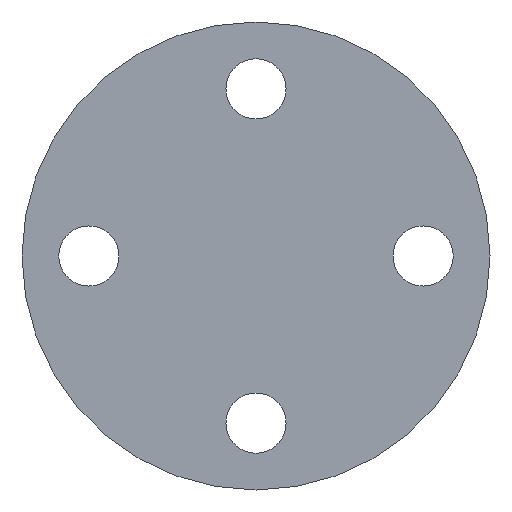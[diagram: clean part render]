
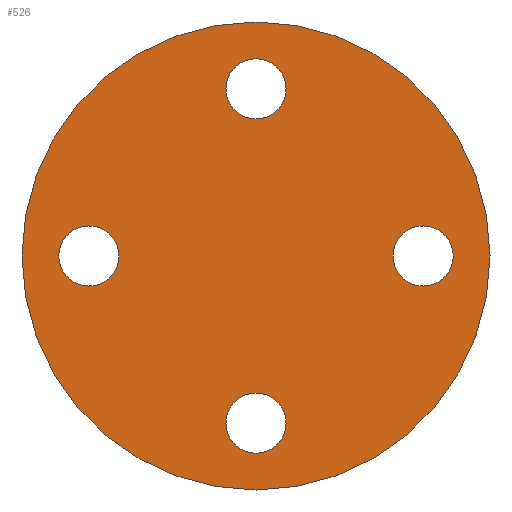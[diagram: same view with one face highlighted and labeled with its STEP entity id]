
A CAD part, front view. The second image highlights one B-rep face of the part: STEP entity #526.
In plain terms, the highlighted planar face has unit normal (0, -1, 0).
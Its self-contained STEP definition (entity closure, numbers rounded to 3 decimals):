
#1 = CARTESIAN_POINT ( 'NONE',  ( 0., 0., 70. ) ) ;
#4 = CIRCLE ( 'NONE', #228, 9. ) ;
#14 = VERTEX_POINT ( 'NONE', #491 ) ;
#19 = ORIENTED_EDGE ( 'NONE', *, *, #380, .T. ) ;
#34 = DIRECTION ( 'NONE',  ( 0., 1., 0. ) ) ;
#41 = AXIS2_PLACEMENT_3D ( 'NONE', #489, #607, #616 ) ;
#53 = CARTESIAN_POINT ( 'NONE',  ( 0., 0., -50. ) ) ;
#59 = DIRECTION ( 'NONE',  ( 0., 0., -1. ) ) ;
#67 = CARTESIAN_POINT ( 'NONE',  ( 0., 0., 41. ) ) ;
#78 = EDGE_CURVE ( 'NONE', #133, #255, #464, .T. ) ;
#79 = CARTESIAN_POINT ( 'NONE',  ( -50., 0., 0. ) ) ;
#81 = CIRCLE ( 'NONE', #433, 9. ) ;
#83 = CIRCLE ( 'NONE', #126, 70. ) ;
#95 = VERTEX_POINT ( 'NONE', #67 ) ;
#102 = VERTEX_POINT ( 'NONE', #411 ) ;
#107 = CIRCLE ( 'NONE', #150, 9. ) ;
#110 = FACE_BOUND ( 'NONE', #415, .T. ) ;
#112 = VERTEX_POINT ( 'NONE', #511 ) ;
#113 = DIRECTION ( 'NONE',  ( 0., 1., 0. ) ) ;
#119 = CARTESIAN_POINT ( 'NONE',  ( -41., 0., 0. ) ) ;
#126 = AXIS2_PLACEMENT_3D ( 'NONE', #291, #142, #378 ) ;
#133 = VERTEX_POINT ( 'NONE', #217 ) ;
#140 = CIRCLE ( 'NONE', #486, 9. ) ;
#142 = DIRECTION ( 'NONE',  ( 0., 1., 0. ) ) ;
#148 = DIRECTION ( 'NONE',  ( 0., 1., 0. ) ) ;
#150 = AXIS2_PLACEMENT_3D ( 'NONE', #53, #113, #399 ) ;
#156 = EDGE_LOOP ( 'NONE', ( #19, #198 ) ) ;
#169 = CARTESIAN_POINT ( 'NONE',  ( -50., 0., 0. ) ) ;
#176 = CARTESIAN_POINT ( 'NONE',  ( 0., 0., -41. ) ) ;
#179 = DIRECTION ( 'NONE',  ( 0., 1., 0. ) ) ;
#198 = ORIENTED_EDGE ( 'NONE', *, *, #490, .T. ) ;
#201 = DIRECTION ( 'NONE',  ( 0., 1., 0. ) ) ;
#213 = CARTESIAN_POINT ( 'NONE',  ( 50., 0., 0. ) ) ;
#216 = AXIS2_PLACEMENT_3D ( 'NONE', #348, #442, #59 ) ;
#217 = CARTESIAN_POINT ( 'NONE',  ( 0., 0., -70. ) ) ;
#221 = EDGE_LOOP ( 'NONE', ( #432, #287 ) ) ;
#228 = AXIS2_PLACEMENT_3D ( 'NONE', #169, #179, #612 ) ;
#235 = ORIENTED_EDGE ( 'NONE', *, *, #244, .T. ) ;
#238 = ORIENTED_EDGE ( 'NONE', *, *, #407, .T. ) ;
#243 = ORIENTED_EDGE ( 'NONE', *, *, #556, .T. ) ;
#244 = EDGE_CURVE ( 'NONE', #112, #595, #404, .T. ) ;
#253 = FACE_BOUND ( 'NONE', #156, .T. ) ;
#254 = EDGE_CURVE ( 'NONE', #14, #95, #140, .T. ) ;
#255 = VERTEX_POINT ( 'NONE', #1 ) ;
#256 = DIRECTION ( 'NONE',  ( 0., 1., 0. ) ) ;
#268 = DIRECTION ( 'NONE',  ( 0., 0., 1. ) ) ;
#276 = DIRECTION ( 'NONE',  ( 0., 1., 0. ) ) ;
#277 = AXIS2_PLACEMENT_3D ( 'NONE', #506, #276, #268 ) ;
#284 = ORIENTED_EDGE ( 'NONE', *, *, #470, .T. ) ;
#287 = ORIENTED_EDGE ( 'NONE', *, *, #317, .F. ) ;
#291 = CARTESIAN_POINT ( 'NONE',  ( 0., 0., 0. ) ) ;
#302 = FACE_BOUND ( 'NONE', #522, .T. ) ;
#304 = PLANE ( 'NONE',  #41 ) ;
#317 = EDGE_CURVE ( 'NONE', #255, #133, #83, .T. ) ;
#324 = CARTESIAN_POINT ( 'NONE',  ( 0., 0., -50. ) ) ;
#339 = CARTESIAN_POINT ( 'NONE',  ( 50., 0., 0. ) ) ;
#342 = DIRECTION ( 'NONE',  ( -1., 0., 0. ) ) ;
#346 = FACE_OUTER_BOUND ( 'NONE', #221, .T. ) ;
#348 = CARTESIAN_POINT ( 'NONE',  ( 0., 0., 50. ) ) ;
#356 = CARTESIAN_POINT ( 'NONE',  ( 59., 0., 0. ) ) ;
#358 = CARTESIAN_POINT ( 'NONE',  ( -59., 0., 0. ) ) ;
#375 = AXIS2_PLACEMENT_3D ( 'NONE', #324, #201, #388 ) ;
#378 = DIRECTION ( 'NONE',  ( 0., 0., 1. ) ) ;
#380 = EDGE_CURVE ( 'NONE', #102, #571, #533, .T. ) ;
#383 = DIRECTION ( 'NONE',  ( 0., 0., -1. ) ) ;
#388 = DIRECTION ( 'NONE',  ( 0., 0., 1. ) ) ;
#399 = DIRECTION ( 'NONE',  ( 0., 0., 1. ) ) ;
#400 = ORIENTED_EDGE ( 'NONE', *, *, #565, .T. ) ;
#404 = CIRCLE ( 'NONE', #375, 9. ) ;
#407 = EDGE_CURVE ( 'NONE', #95, #14, #462, .T. ) ;
#410 = VERTEX_POINT ( 'NONE', #119 ) ;
#411 = CARTESIAN_POINT ( 'NONE',  ( 41., 0., 0. ) ) ;
#415 = EDGE_LOOP ( 'NONE', ( #243, #400 ) ) ;
#419 = EDGE_LOOP ( 'NONE', ( #284, #235 ) ) ;
#432 = ORIENTED_EDGE ( 'NONE', *, *, #78, .F. ) ;
#433 = AXIS2_PLACEMENT_3D ( 'NONE', #213, #538, #438 ) ;
#438 = DIRECTION ( 'NONE',  ( -1., 0., 0. ) ) ;
#442 = DIRECTION ( 'NONE',  ( 0., 1., 0. ) ) ;
#454 = DIRECTION ( 'NONE',  ( 1., 0., 0. ) ) ;
#462 = CIRCLE ( 'NONE', #216, 9. ) ;
#464 = CIRCLE ( 'NONE', #277, 70. ) ;
#470 = EDGE_CURVE ( 'NONE', #595, #112, #107, .T. ) ;
#482 = AXIS2_PLACEMENT_3D ( 'NONE', #339, #256, #342 ) ;
#486 = AXIS2_PLACEMENT_3D ( 'NONE', #629, #148, #383 ) ;
#489 = CARTESIAN_POINT ( 'NONE',  ( 0., 0., 0. ) ) ;
#490 = EDGE_CURVE ( 'NONE', #571, #102, #81, .T. ) ;
#491 = CARTESIAN_POINT ( 'NONE',  ( 0., 0., 59. ) ) ;
#494 = CIRCLE ( 'NONE', #546, 9. ) ;
#506 = CARTESIAN_POINT ( 'NONE',  ( 0., 0., 0. ) ) ;
#511 = CARTESIAN_POINT ( 'NONE',  ( 0., 0., -59. ) ) ;
#522 = EDGE_LOOP ( 'NONE', ( #238, #587 ) ) ;
#526 = ADVANCED_FACE ( 'NONE', ( #110, #302, #253, #593, #346 ), #304, .F. ) ;
#533 = CIRCLE ( 'NONE', #482, 9. ) ;
#538 = DIRECTION ( 'NONE',  ( 0., 1., 0. ) ) ;
#541 = VERTEX_POINT ( 'NONE', #358 ) ;
#546 = AXIS2_PLACEMENT_3D ( 'NONE', #79, #34, #454 ) ;
#556 = EDGE_CURVE ( 'NONE', #410, #541, #494, .T. ) ;
#565 = EDGE_CURVE ( 'NONE', #541, #410, #4, .T. ) ;
#571 = VERTEX_POINT ( 'NONE', #356 ) ;
#587 = ORIENTED_EDGE ( 'NONE', *, *, #254, .T. ) ;
#593 = FACE_BOUND ( 'NONE', #419, .T. ) ;
#595 = VERTEX_POINT ( 'NONE', #176 ) ;
#607 = DIRECTION ( 'NONE',  ( 0., 1., 0. ) ) ;
#612 = DIRECTION ( 'NONE',  ( 1., 0., 0. ) ) ;
#616 = DIRECTION ( 'NONE',  ( 0., 0., 1. ) ) ;
#629 = CARTESIAN_POINT ( 'NONE',  ( 0., 0., 50. ) ) ;
